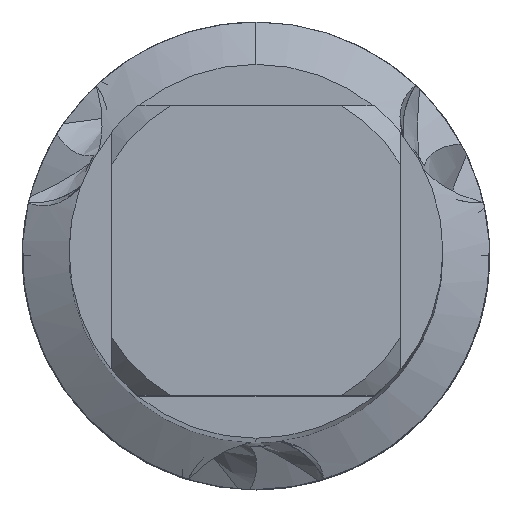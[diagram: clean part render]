
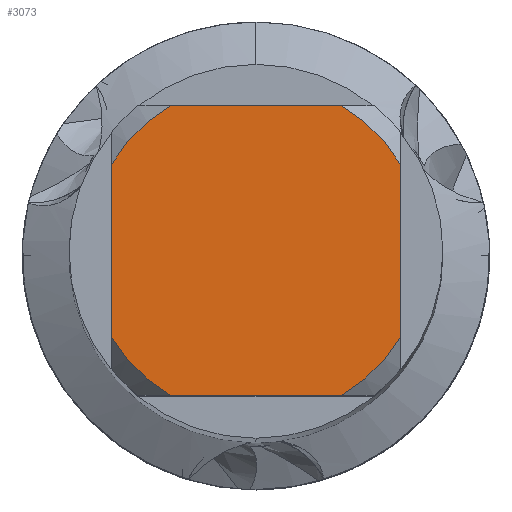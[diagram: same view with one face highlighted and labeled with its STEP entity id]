
A CAD part, top view. The second image highlights one B-rep face of the part: STEP entity #3073.
In plain terms, the highlighted planar face has unit normal (0, 0, 1).
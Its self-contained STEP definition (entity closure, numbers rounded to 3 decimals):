
#1291=VERTEX_POINT('',#3681);
#1333=EDGE_CURVE('',#3557,#1291,#3727,.T.);
#1435=VERTEX_POINT('',#3836);
#1501=EDGE_CURVE('',#1435,#3509,#3906,.T.);
#1603=VERTEX_POINT('',#4024);
#1617=EDGE_CURVE('',#1867,#1291,#4039,.T.);
#1649=EDGE_CURVE('',#1603,#3509,#4074,.T.);
#1729=EDGE_CURVE('',#1435,#2607,#4168,.T.);
#1857=EDGE_CURVE('',#3557,#2607,#4310,.T.);
#1867=VERTEX_POINT('',#4320);
#2013=EDGE_CURVE('',#1867,#2739,#4479,.T.);
#2073=EDGE_CURVE('',#1603,#2739,#4541,.T.);
#2607=VERTEX_POINT('',#5122);
#2739=VERTEX_POINT('',#5264);
#3073=ADVANCED_FACE('',(#5633),#5634,.T.);
#3509=VERTEX_POINT('',#6104);
#3557=VERTEX_POINT('',#6155);
#3681=CARTESIAN_POINT('',(-1.83,3.1,0.0));
#3727=CIRCLE('',#6770,3.6);
#3836=CARTESIAN_POINT('',(-1.83,-3.1,0.0));
#3906=LINE('',#7207,#7208);
#4024=CARTESIAN_POINT('',(3.1,-1.83,0.0));
#4039=LINE('',#7437,#7438);
#4074=CIRCLE('',#7506,3.6);
#4168=CIRCLE('',#7677,3.6);
#4310=LINE('',#8241,#8242);
#4320=CARTESIAN_POINT('',(1.83,3.1,0.0));
#4479=CIRCLE('',#8629,3.6);
#4541=LINE('',#8768,#8769);
#5122=CARTESIAN_POINT('',(-3.1,-1.83,0.0));
#5264=CARTESIAN_POINT('',(3.1,1.83,0.0));
#5633=FACE_OUTER_BOUND('',#12166,.T.);
#5634=PLANE('',#12167);
#6104=CARTESIAN_POINT('',(1.83,-3.1,0.0));
#6155=CARTESIAN_POINT('',(-3.1,1.83,0.0));
#6770=AXIS2_PLACEMENT_3D('',#13710,#13711,#13712);
#7207=CARTESIAN_POINT('',(0.0,-3.1,0.0));
#7208=VECTOR('',#13880,1.0);
#7437=CARTESIAN_POINT('',(0.0,3.1,0.0));
#7438=VECTOR('',#14055,1.0);
#7506=AXIS2_PLACEMENT_3D('',#14094,#14095,#14096);
#7677=AXIS2_PLACEMENT_3D('',#14233,#14234,#14235);
#8241=CARTESIAN_POINT('',(-3.1,0.9,0.0));
#8242=VECTOR('',#14381,1.0);
#8629=AXIS2_PLACEMENT_3D('',#14547,#14548,#14549);
#8768=CARTESIAN_POINT('',(3.1,0.9,0.0));
#8769=VECTOR('',#14593,1.0);
#12166=EDGE_LOOP('',(#15869,#15870,#15871,#15872,#15873,#15874,#15875,#15876));
#12167=AXIS2_PLACEMENT_3D('',#15877,#15878,#15879);
#13710=CARTESIAN_POINT('',(0.0,0.0,0.0));
#13711=DIRECTION('',(0.0,0.0,-1.0));
#13712=DIRECTION('',(0.0,1.0,0.0));
#13880=DIRECTION('',(1.0,0.0,0.0));
#14055=DIRECTION('',(-1.0,0.0,0.0));
#14094=CARTESIAN_POINT('',(0.0,0.0,0.0));
#14095=DIRECTION('',(0.0,0.0,-1.0));
#14096=DIRECTION('',(0.0,1.0,0.0));
#14233=CARTESIAN_POINT('',(0.0,0.0,0.0));
#14234=DIRECTION('',(0.0,0.0,-1.0));
#14235=DIRECTION('',(0.0,1.0,0.0));
#14381=DIRECTION('',(-0.0,-1.0,0.0));
#14547=CARTESIAN_POINT('',(0.0,0.0,0.0));
#14548=DIRECTION('',(0.0,0.0,-1.0));
#14549=DIRECTION('',(0.0,1.0,0.0));
#14593=DIRECTION('',(-0.0,1.0,0.0));
#15869=ORIENTED_EDGE('',*,*,#1857,.T.);
#15870=ORIENTED_EDGE('',*,*,#1729,.F.);
#15871=ORIENTED_EDGE('',*,*,#1501,.T.);
#15872=ORIENTED_EDGE('',*,*,#1649,.F.);
#15873=ORIENTED_EDGE('',*,*,#2073,.T.);
#15874=ORIENTED_EDGE('',*,*,#2013,.F.);
#15875=ORIENTED_EDGE('',*,*,#1617,.T.);
#15876=ORIENTED_EDGE('',*,*,#1333,.F.);
#15877=CARTESIAN_POINT('',(0.0,1.8,0.0));
#15878=DIRECTION('',(-0.0,0.0,1.0));
#15879=DIRECTION('',(0.0,-1.0,0.0));
